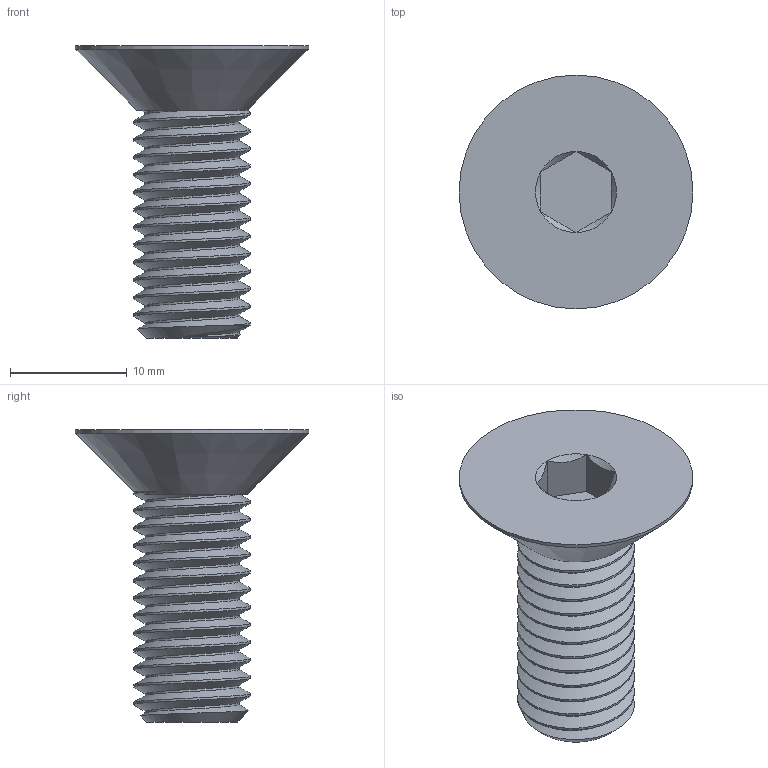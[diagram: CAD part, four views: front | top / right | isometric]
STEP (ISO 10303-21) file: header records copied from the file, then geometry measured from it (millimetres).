
FILE_DESCRIPTION(/* description */ ('STEP AP203'),/* implementation_level */ '2;1');
FILE_NAME(/* name */ 'screws_20mm_m10x1.5_ext.stp',/* time_stamp */ '2022-12-09T16:45:49+01:00',/* author */ ('Rik Ubaghs'),/* organization */ ('Managed by Terraform'),/* preprocessor_version */ 'ST-DEVELOPER v18.1',/* originating_system */ 'Autodesk Inventor 2021',/* authorisation */ '');
FILE_SCHEMA (('AUTOMOTIVE_DESIGN { 1 0 10303 214 3 1 1 }'));
Length unit declared in the file: millimetre
Products named in the file (1): screws_20mm_m10x1.5_ext
Bounding box: 20 x 20 x 25 mm (x, y, z)
Volume: 2145.8 mm3; surface area: 1766.6 mm2
Topology: 1 solids, 1 shells, 49 faces, 128 edges, 82 vertices
Faces by surface type: cylinder 29, plane 10, cone 8, bspline 2
Full cylindrical faces by diameter (mm): 8.051 x13, 10 x12, 20 x1
Entity records: 6084 total; most frequent: CARTESIAN_POINT 5002, ORIENTED_EDGE 256, DIRECTION 173, EDGE_CURVE 128, VERTEX_POINT 82, AXIS2_PLACEMENT_3D 66, EDGE_LOOP 50, FACE_OUTER_BOUND 49
